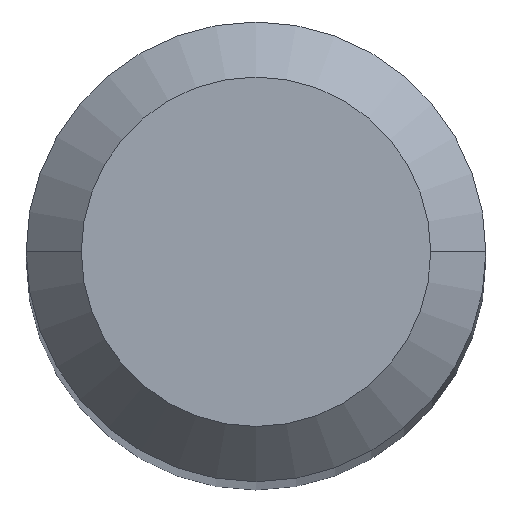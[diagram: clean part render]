
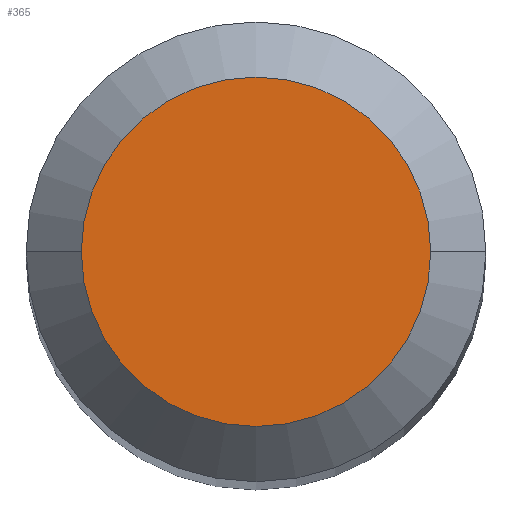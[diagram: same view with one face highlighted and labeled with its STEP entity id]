
A CAD part, top view. The second image highlights one B-rep face of the part: STEP entity #365.
In plain terms, the highlighted planar face has unit normal (0, 0, 1).
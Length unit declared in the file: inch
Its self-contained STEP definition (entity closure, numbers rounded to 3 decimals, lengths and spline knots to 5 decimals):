
#42 = DIRECTION ( 'NONE',  ( 0., 0., 1. ) ) ;
#69 = EDGE_LOOP ( 'NONE', ( #190, #264 ) ) ;
#101 = CARTESIAN_POINT ( 'NONE',  ( 0.0475, 0., 0. ) ) ;
#128 = CARTESIAN_POINT ( 'NONE',  ( -0.0475, 0., 0. ) ) ;
#137 = EDGE_CURVE ( 'NONE', #215, #183, #171, .T. ) ;
#159 = CARTESIAN_POINT ( 'NONE',  ( 0., 0., 0. ) ) ;
#171 = CIRCLE ( 'NONE', #419, 0.0475 ) ;
#183 = VERTEX_POINT ( 'NONE', #128 ) ;
#190 = ORIENTED_EDGE ( 'NONE', *, *, #430, .T. ) ;
#202 = FACE_OUTER_BOUND ( 'NONE', #69, .T. ) ;
#215 = VERTEX_POINT ( 'NONE', #101 ) ;
#230 = AXIS2_PLACEMENT_3D ( 'NONE', #279, #410, #371 ) ;
#243 = DIRECTION ( 'NONE',  ( 1., 0., 0. ) ) ;
#245 = AXIS2_PLACEMENT_3D ( 'NONE', #407, #42, #243 ) ;
#264 = ORIENTED_EDGE ( 'NONE', *, *, #137, .T. ) ;
#274 = PLANE ( 'NONE',  #230 ) ;
#279 = CARTESIAN_POINT ( 'NONE',  ( 0., 0.0475, 0. ) ) ;
#311 = CIRCLE ( 'NONE', #245, 0.0475 ) ;
#316 = DIRECTION ( 'NONE',  ( 0., 0., 1. ) ) ;
#365 = ADVANCED_FACE ( 'NONE', ( #202 ), #274, .F. ) ;
#371 = DIRECTION ( 'NONE',  ( -1., 0., 0. ) ) ;
#407 = CARTESIAN_POINT ( 'NONE',  ( 0., 0., 0. ) ) ;
#410 = DIRECTION ( 'NONE',  ( 0., 0., -1. ) ) ;
#419 = AXIS2_PLACEMENT_3D ( 'NONE', #159, #316, #477 ) ;
#430 = EDGE_CURVE ( 'NONE', #183, #215, #311, .T. ) ;
#477 = DIRECTION ( 'NONE',  ( 1., 0., 0. ) ) ;
